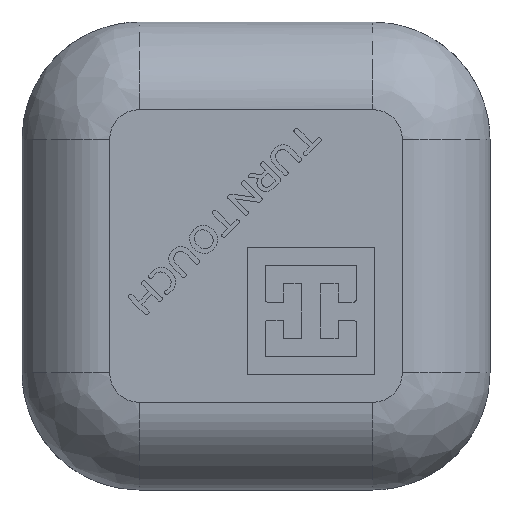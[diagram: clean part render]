
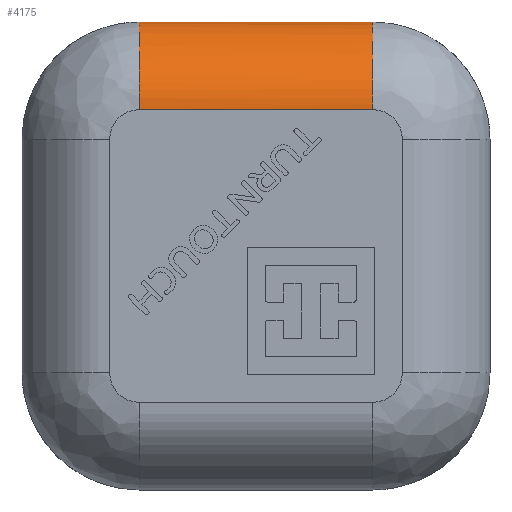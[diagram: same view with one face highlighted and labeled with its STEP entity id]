
A CAD part, front view. The second image highlights one B-rep face of the part: STEP entity #4175.
In plain terms, the highlighted free-form (B-spline) face has degree [3, 1] with [13, 2] control points.
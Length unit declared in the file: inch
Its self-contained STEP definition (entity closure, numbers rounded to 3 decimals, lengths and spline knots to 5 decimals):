
#114=B_SPLINE_SURFACE_WITH_KNOTS('',3,1,((#7590,#7591),(#7592,#7593),(#7594,
#7595),(#7596,#7597),(#7598,#7599),(#7600,#7601),(#7602,#7603),(#7604,#7605),
(#7606,#7607),(#7608,#7609),(#7610,#7611),(#7612,#7613),(#7614,#7615)),
 .UNSPECIFIED.,.F.,.F.,.F.,(4,3,3,3,4),(2,2),(-1.,-0.8735,-0.66882,
-0.51481,-0.4342),(0.,2.53492),.UNSPECIFIED.);
#327=FACE_OUTER_BOUND('',#568,.T.);
#568=EDGE_LOOP('',(#3709,#3710,#3711,#3712));
#978=LINE('',#7232,#1397);
#1397=VECTOR('',#4991,0.998);
#1582=B_SPLINE_CURVE_WITH_KNOTS('',3,(#7286,#7287,#7288,#7289),
 .UNSPECIFIED.,.F.,.F.,(4,4),(-2.53492,0.),.UNSPECIFIED.);
#1600=B_SPLINE_CURVE_WITH_KNOTS('',3,(#7564,#7565,#7566,#7567,#7568,#7569,
#7570,#7571,#7572,#7573,#7574,#7575,#7576),.UNSPECIFIED.,.F.,.F.,(4,3,3,
3,4),(0.4342,0.51481,0.66882,0.8735,
1.),.UNSPECIFIED.);
#1602=B_SPLINE_CURVE_WITH_KNOTS('',3,(#7616,#7617,#7618,#7619,#7620,#7621,
#7622,#7623,#7624,#7625,#7626,#7627,#7628),.UNSPECIFIED.,.F.,.F.,(4,3,3,
3,4),(-1.,-0.8735,-0.66882,-0.51481,-0.4342),
 .UNSPECIFIED.);
#1974=VERTEX_POINT('',#7229);
#1975=VERTEX_POINT('',#7231);
#1977=VERTEX_POINT('',#7261);
#1981=VERTEX_POINT('',#7284);
#2548=EDGE_CURVE('',#1974,#1975,#978,.T.);
#2555=EDGE_CURVE('',#1977,#1981,#1582,.T.);
#2582=EDGE_CURVE('',#1977,#1974,#1600,.T.);
#2584=EDGE_CURVE('',#1975,#1981,#1602,.T.);
#3709=ORIENTED_EDGE('',*,*,#2555,.T.);
#3710=ORIENTED_EDGE('',*,*,#2584,.F.);
#3711=ORIENTED_EDGE('',*,*,#2548,.F.);
#3712=ORIENTED_EDGE('',*,*,#2582,.F.);
#4175=ADVANCED_FACE('',(#327),#114,.T.);
#4991=DIRECTION('',(-1.,0.,0.));
#7229=CARTESIAN_POINT('',(0.499,-0.1,0.625));
#7231=CARTESIAN_POINT('',(-0.499,-0.1,0.625));
#7232=CARTESIAN_POINT('',(0.499,-0.1,0.625));
#7261=CARTESIAN_POINT('',(0.499,0.24438,0.99814));
#7284=CARTESIAN_POINT('',(-0.499,0.24438,0.99814));
#7286=CARTESIAN_POINT('Ctrl Pts',(0.499,0.24438,0.99814));
#7287=CARTESIAN_POINT('Ctrl Pts',(0.16633,0.24438,0.99814));
#7288=CARTESIAN_POINT('Ctrl Pts',(-0.16633,0.24438,
0.99814));
#7289=CARTESIAN_POINT('Ctrl Pts',(-0.499,0.24438,0.99814));
#7564=CARTESIAN_POINT('Ctrl Pts',(0.499,0.24438,0.99814));
#7565=CARTESIAN_POINT('Ctrl Pts',(0.499,0.211,0.99286));
#7566=CARTESIAN_POINT('Ctrl Pts',(0.499,0.18042,0.98142));
#7567=CARTESIAN_POINT('Ctrl Pts',(0.499,0.15274,0.96747));
#7568=CARTESIAN_POINT('Ctrl Pts',(0.499,0.09986,0.94081));
#7569=CARTESIAN_POINT('Ctrl Pts',(0.499,0.05676,0.90606));
#7570=CARTESIAN_POINT('Ctrl Pts',(0.499,0.02065,
0.87138));
#7571=CARTESIAN_POINT('Ctrl Pts',(0.499,-0.02734,
0.82529));
#7572=CARTESIAN_POINT('Ctrl Pts',(0.499,-0.06337,
0.779));
#7573=CARTESIAN_POINT('Ctrl Pts',(0.499,-0.08353,
0.72464));
#7574=CARTESIAN_POINT('Ctrl Pts',(0.499,-0.09598,0.69104));
#7575=CARTESIAN_POINT('Ctrl Pts',(0.499,-0.1,0.65556));
#7576=CARTESIAN_POINT('Ctrl Pts',(0.499,-0.1,0.625));
#7590=CARTESIAN_POINT('Ctrl Pts',(0.499,-0.1,0.625));
#7591=CARTESIAN_POINT('Ctrl Pts',(-0.499,-0.1,0.625));
#7592=CARTESIAN_POINT('Ctrl Pts',(0.499,-0.1,0.65556));
#7593=CARTESIAN_POINT('Ctrl Pts',(-0.499,-0.1,0.65556));
#7594=CARTESIAN_POINT('Ctrl Pts',(0.499,-0.09598,0.69104));
#7595=CARTESIAN_POINT('Ctrl Pts',(-0.499,-0.09598,0.69104));
#7596=CARTESIAN_POINT('Ctrl Pts',(0.499,-0.08353,0.72464));
#7597=CARTESIAN_POINT('Ctrl Pts',(-0.499,-0.08353,0.72464));
#7598=CARTESIAN_POINT('Ctrl Pts',(0.499,-0.06337,0.779));
#7599=CARTESIAN_POINT('Ctrl Pts',(-0.499,-0.06337,
0.779));
#7600=CARTESIAN_POINT('Ctrl Pts',(0.499,-0.02734,
0.82529));
#7601=CARTESIAN_POINT('Ctrl Pts',(-0.499,-0.02734,
0.82529));
#7602=CARTESIAN_POINT('Ctrl Pts',(0.499,0.02065,
0.87138));
#7603=CARTESIAN_POINT('Ctrl Pts',(-0.499,0.02065,
0.87138));
#7604=CARTESIAN_POINT('Ctrl Pts',(0.499,0.05676,
0.90606));
#7605=CARTESIAN_POINT('Ctrl Pts',(-0.499,0.05676,
0.90606));
#7606=CARTESIAN_POINT('Ctrl Pts',(0.499,0.09986,0.94081));
#7607=CARTESIAN_POINT('Ctrl Pts',(-0.499,0.09986,
0.94081));
#7608=CARTESIAN_POINT('Ctrl Pts',(0.499,0.15274,0.96747));
#7609=CARTESIAN_POINT('Ctrl Pts',(-0.499,0.15274,
0.96747));
#7610=CARTESIAN_POINT('Ctrl Pts',(0.499,0.18042,0.98142));
#7611=CARTESIAN_POINT('Ctrl Pts',(-0.499,0.18042,
0.98142));
#7612=CARTESIAN_POINT('Ctrl Pts',(0.499,0.211,0.99286));
#7613=CARTESIAN_POINT('Ctrl Pts',(-0.499,0.211,0.99286));
#7614=CARTESIAN_POINT('Ctrl Pts',(0.499,0.24438,0.99814));
#7615=CARTESIAN_POINT('Ctrl Pts',(-0.499,0.24438,0.99814));
#7616=CARTESIAN_POINT('Ctrl Pts',(-0.499,-0.1,0.625));
#7617=CARTESIAN_POINT('Ctrl Pts',(-0.499,-0.1,0.65556));
#7618=CARTESIAN_POINT('Ctrl Pts',(-0.499,-0.09598,0.69104));
#7619=CARTESIAN_POINT('Ctrl Pts',(-0.499,-0.08353,0.72464));
#7620=CARTESIAN_POINT('Ctrl Pts',(-0.499,-0.06337,
0.779));
#7621=CARTESIAN_POINT('Ctrl Pts',(-0.499,-0.02734,
0.82529));
#7622=CARTESIAN_POINT('Ctrl Pts',(-0.499,0.02065,
0.87138));
#7623=CARTESIAN_POINT('Ctrl Pts',(-0.499,0.05676,
0.90606));
#7624=CARTESIAN_POINT('Ctrl Pts',(-0.499,0.09986,
0.94081));
#7625=CARTESIAN_POINT('Ctrl Pts',(-0.499,0.15274,
0.96747));
#7626=CARTESIAN_POINT('Ctrl Pts',(-0.499,0.18042,
0.98142));
#7627=CARTESIAN_POINT('Ctrl Pts',(-0.499,0.211,0.99286));
#7628=CARTESIAN_POINT('Ctrl Pts',(-0.499,0.24438,0.99814));
